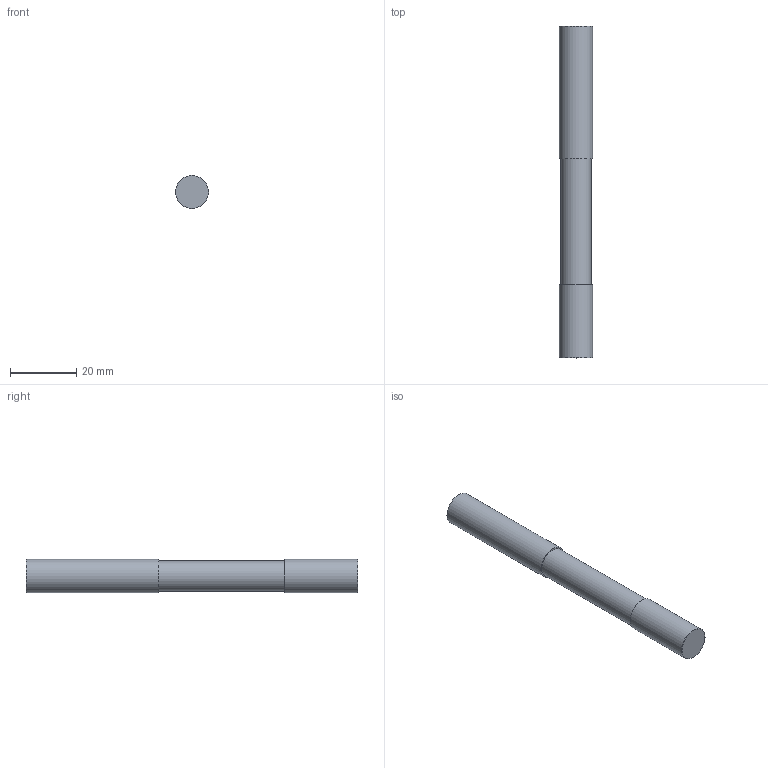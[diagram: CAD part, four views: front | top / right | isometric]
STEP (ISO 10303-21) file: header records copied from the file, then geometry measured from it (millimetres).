
FILE_DESCRIPTION((''),'2;1');
FILE_NAME('G73 1000 100.stp','2020-06-25T15:27:47',(''),(''),'STEP Write','Mastercam 2019 ... CNC Software, Inc.','');
FILE_SCHEMA(('AUTOMOTIVE_DESIGN'));
Length unit declared in the file: millimetre
Products named in the file (1): None
Bounding box: 10 x 100 x 10 mm (x, y, z)
Volume: 7395.5 mm3; surface area: 3225.9 mm2
Topology: 1 solids, 1 shells, 8 faces, 19 edges, 23 vertices
Faces by surface type: plane 4, cylinder 3, torus 1
Full cylindrical faces by diameter (mm): 9.2 x1, 10 x2
Entity records: 263 total; most frequent: DIRECTION 44, CARTESIAN_POINT 41, AXIS2_PLACEMENT_3D 18, STYLED_ITEM 18, ORIENTED_EDGE 14, EDGE_LOOP 14, FACE_BOUND 10, VECTOR 8
